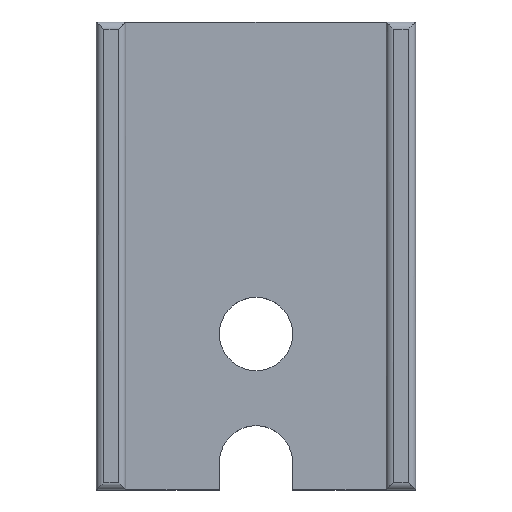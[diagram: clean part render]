
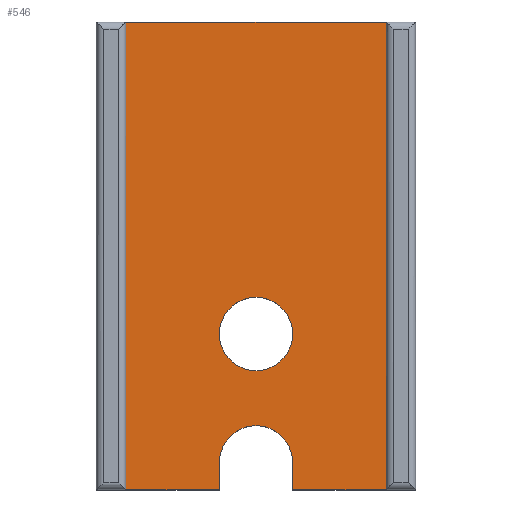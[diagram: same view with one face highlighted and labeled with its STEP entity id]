
A CAD part, top view. The second image highlights one B-rep face of the part: STEP entity #546.
In plain terms, the highlighted planar face has unit normal (0, 0, 1).
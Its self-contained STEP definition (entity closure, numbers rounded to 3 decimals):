
#5 = LINE ( 'NONE', #655, #738 ) ;
#10 = CARTESIAN_POINT ( 'NONE',  ( 19.39, -13.8, 19. ) ) ;
#27 = CARTESIAN_POINT ( 'NONE',  ( 17.4, -5., 19. ) ) ;
#31 = VERTEX_POINT ( 'NONE', #27 ) ;
#42 = DIRECTION ( 'NONE',  ( 0., 0., 1. ) ) ;
#43 = CARTESIAN_POINT ( 'NONE',  ( 8.7, -13.8, 19. ) ) ;
#50 = AXIS2_PLACEMENT_3D ( 'NONE', #731, #278, #414 ) ;
#51 = FACE_OUTER_BOUND ( 'NONE', #293, .T. ) ;
#54 = DIRECTION ( 'NONE',  ( 1., 0., 0. ) ) ;
#55 = DIRECTION ( 'NONE',  ( 1., 0., 0. ) ) ;
#61 = VECTOR ( 'NONE', #55, 1000. ) ;
#74 = CARTESIAN_POINT ( 'NONE',  ( 24.5, -15.5, 19. ) ) ;
#88 = VECTOR ( 'NONE', #814, 1000. ) ;
#91 = ORIENTED_EDGE ( 'NONE', *, *, #124, .T. ) ;
#104 = ORIENTED_EDGE ( 'NONE', *, *, #448, .F. ) ;
#108 = EDGE_CURVE ( 'NONE', #555, #355, #745, .T. ) ;
#115 = LINE ( 'NONE', #510, #803 ) ;
#116 = LINE ( 'NONE', #368, #656 ) ;
#124 = EDGE_CURVE ( 'NONE', #620, #206, #238, .T. ) ;
#131 = DIRECTION ( 'NONE',  ( 0., 1., 0. ) ) ;
#133 = EDGE_CURVE ( 'NONE', #408, #551, #116, .T. ) ;
#139 = ORIENTED_EDGE ( 'NONE', *, *, #277, .T. ) ;
#166 = DIRECTION ( 'NONE',  ( 0., -1., 0. ) ) ;
#170 = PLANE ( 'NONE',  #297 ) ;
#176 = ORIENTED_EDGE ( 'NONE', *, *, #225, .T. ) ;
#194 = DIRECTION ( 'NONE',  ( -1., 0., 0. ) ) ;
#199 = VECTOR ( 'NONE', #228, 1000. ) ;
#206 = VERTEX_POINT ( 'NONE', #834 ) ;
#218 = CARTESIAN_POINT ( 'NONE',  ( 15.4, -15.5, 19. ) ) ;
#225 = EDGE_CURVE ( 'NONE', #430, #620, #5, .T. ) ;
#228 = DIRECTION ( 'NONE',  ( 0., 1., 0. ) ) ;
#237 = DIRECTION ( 'NONE',  ( 0., 1., 0. ) ) ;
#238 = LINE ( 'NONE', #43, #61 ) ;
#245 = AXIS2_PLACEMENT_3D ( 'NONE', #789, #403, #663 ) ;
#246 = ORIENTED_EDGE ( 'NONE', *, *, #825, .T. ) ;
#248 = CARTESIAN_POINT ( 'NONE',  ( 8.7, 10., 19. ) ) ;
#250 = LINE ( 'NONE', #622, #607 ) ;
#257 = CARTESIAN_POINT ( 'NONE',  ( 8.7, -13.8, 19. ) ) ;
#277 = EDGE_CURVE ( 'NONE', #562, #408, #389, .T. ) ;
#278 = DIRECTION ( 'NONE',  ( 0., 0., -1. ) ) ;
#284 = ORIENTED_EDGE ( 'NONE', *, *, #456, .T. ) ;
#293 = EDGE_LOOP ( 'NONE', ( #104, #379, #139, #309, #758, #176, #91, #587, #792, #737 ) ) ;
#297 = AXIS2_PLACEMENT_3D ( 'NONE', #248, #42, #166 ) ;
#309 = ORIENTED_EDGE ( 'NONE', *, *, #133, .T. ) ;
#321 = EDGE_CURVE ( 'NONE', #798, #562, #481, .T. ) ;
#328 = CARTESIAN_POINT ( 'NONE',  ( 15.4, -13.8, 19. ) ) ;
#339 = VERTEX_POINT ( 'NONE', #10 ) ;
#340 = CIRCLE ( 'NONE', #529, 2. ) ;
#355 = VERTEX_POINT ( 'NONE', #797 ) ;
#367 = VECTOR ( 'NONE', #54, 1000. ) ;
#368 = CARTESIAN_POINT ( 'NONE',  ( 10.3, 10., 19. ) ) ;
#377 = DIRECTION ( 'NONE',  ( 0., 0., -1. ) ) ;
#379 = ORIENTED_EDGE ( 'NONE', *, *, #321, .T. ) ;
#389 = LINE ( 'NONE', #771, #709 ) ;
#403 = DIRECTION ( 'NONE',  ( 0., 0., -1. ) ) ;
#408 = VERTEX_POINT ( 'NONE', #793 ) ;
#410 = CARTESIAN_POINT ( 'NONE',  ( 24.5, 10., 19. ) ) ;
#414 = DIRECTION ( 'NONE',  ( 0., 1., 0. ) ) ;
#430 = VERTEX_POINT ( 'NONE', #218 ) ;
#436 = FACE_BOUND ( 'NONE', #780, .T. ) ;
#448 = EDGE_CURVE ( 'NONE', #798, #355, #250, .T. ) ;
#449 = CARTESIAN_POINT ( 'NONE',  ( 19.4, -13.8, 19. ) ) ;
#456 = EDGE_CURVE ( 'NONE', #746, #31, #340, .T. ) ;
#461 = EDGE_CURVE ( 'NONE', #430, #551, #115, .T. ) ;
#472 = CARTESIAN_POINT ( 'NONE',  ( 17.4, -9., 19. ) ) ;
#476 = CIRCLE ( 'NONE', #245, 2. ) ;
#481 = LINE ( 'NONE', #410, #199 ) ;
#510 = CARTESIAN_POINT ( 'NONE',  ( 8.7, -15.5, 19. ) ) ;
#529 = AXIS2_PLACEMENT_3D ( 'NONE', #813, #377, #237 ) ;
#546 = ADVANCED_FACE ( 'NONE', ( #436, #51 ), #170, .T. ) ;
#551 = VERTEX_POINT ( 'NONE', #687 ) ;
#555 = VERTEX_POINT ( 'NONE', #449 ) ;
#562 = VERTEX_POINT ( 'NONE', #817 ) ;
#587 = ORIENTED_EDGE ( 'NONE', *, *, #837, .T. ) ;
#607 = VECTOR ( 'NONE', #763, 1000. ) ;
#620 = VERTEX_POINT ( 'NONE', #328 ) ;
#622 = CARTESIAN_POINT ( 'NONE',  ( 8.7, -15.5, 19. ) ) ;
#636 = LINE ( 'NONE', #257, #367 ) ;
#655 = CARTESIAN_POINT ( 'NONE',  ( 15.4, 10., 19. ) ) ;
#656 = VECTOR ( 'NONE', #701, 1000. ) ;
#663 = DIRECTION ( 'NONE',  ( 1., 0., 0. ) ) ;
#687 = CARTESIAN_POINT ( 'NONE',  ( 10.3, -15.5, 19. ) ) ;
#697 = CARTESIAN_POINT ( 'NONE',  ( 19.4, 10., 19. ) ) ;
#701 = DIRECTION ( 'NONE',  ( 0., -1., 0. ) ) ;
#707 = EDGE_CURVE ( 'NONE', #339, #555, #636, .T. ) ;
#709 = VECTOR ( 'NONE', #194, 1000. ) ;
#731 = CARTESIAN_POINT ( 'NONE',  ( 17.4, -7., 19. ) ) ;
#737 = ORIENTED_EDGE ( 'NONE', *, *, #108, .T. ) ;
#738 = VECTOR ( 'NONE', #131, 1000. ) ;
#745 = LINE ( 'NONE', #697, #88 ) ;
#746 = VERTEX_POINT ( 'NONE', #472 ) ;
#755 = DIRECTION ( 'NONE',  ( -1., 0., 0. ) ) ;
#758 = ORIENTED_EDGE ( 'NONE', *, *, #461, .F. ) ;
#763 = DIRECTION ( 'NONE',  ( -1., 0., 0. ) ) ;
#771 = CARTESIAN_POINT ( 'NONE',  ( 8.7, 10., 19. ) ) ;
#780 = EDGE_LOOP ( 'NONE', ( #246, #284 ) ) ;
#789 = CARTESIAN_POINT ( 'NONE',  ( 17.4, -14., 19. ) ) ;
#792 = ORIENTED_EDGE ( 'NONE', *, *, #707, .T. ) ;
#793 = CARTESIAN_POINT ( 'NONE',  ( 10.3, 10., 19. ) ) ;
#797 = CARTESIAN_POINT ( 'NONE',  ( 19.4, -15.5, 19. ) ) ;
#798 = VERTEX_POINT ( 'NONE', #74 ) ;
#803 = VECTOR ( 'NONE', #755, 1000. ) ;
#813 = CARTESIAN_POINT ( 'NONE',  ( 17.4, -7., 19. ) ) ;
#814 = DIRECTION ( 'NONE',  ( 0., -1., 0. ) ) ;
#817 = CARTESIAN_POINT ( 'NONE',  ( 24.5, 10., 19. ) ) ;
#825 = EDGE_CURVE ( 'NONE', #31, #746, #833, .T. ) ;
#833 = CIRCLE ( 'NONE', #50, 2. ) ;
#834 = CARTESIAN_POINT ( 'NONE',  ( 15.41, -13.8, 19. ) ) ;
#837 = EDGE_CURVE ( 'NONE', #206, #339, #476, .T. ) ;
